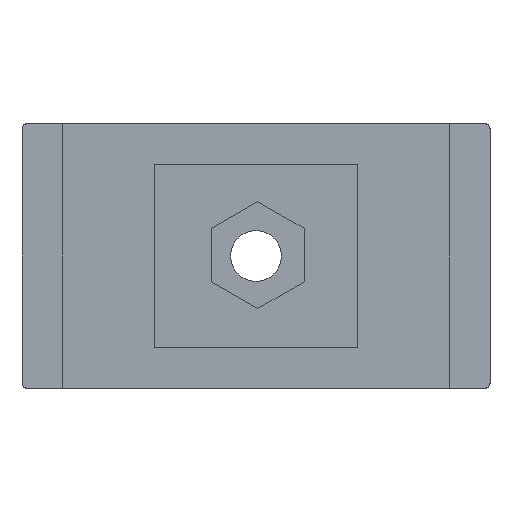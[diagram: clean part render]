
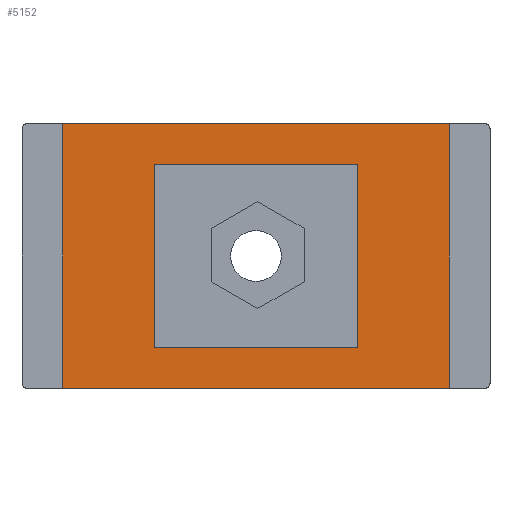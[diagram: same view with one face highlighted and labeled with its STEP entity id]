
A CAD part, front view. The second image highlights one B-rep face of the part: STEP entity #5152.
In plain terms, the highlighted planar face has unit normal (0, -1, 0).
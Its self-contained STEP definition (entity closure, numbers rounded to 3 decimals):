
#4894=CARTESIAN_POINT('Line Origine',(46.,10.,0.)) ;
#4898=CARTESIAN_POINT('Vertex',(64.,10.,0.)) ;
#4900=CARTESIAN_POINT('Vertex',(28.,10.,0.)) ;
#4904=CARTESIAN_POINT('Control Point',(84.,10.,0.)) ;
#4905=CARTESIAN_POINT('Control Point',(64.,10.,0.)) ;
#4906=CARTESIAN_POINT('Vertex',(84.,10.,0.)) ;
#4916=CARTESIAN_POINT('Vertex',(8.,10.,0.)) ;
#4920=CARTESIAN_POINT('Control Point',(28.,10.,0.)) ;
#4921=CARTESIAN_POINT('Control Point',(8.,10.,0.)) ;
#4961=CARTESIAN_POINT('Line Origine',(46.,10.,-52.)) ;
#4965=CARTESIAN_POINT('Vertex',(64.,10.,-52.)) ;
#4967=CARTESIAN_POINT('Vertex',(28.,10.,-52.)) ;
#4971=CARTESIAN_POINT('Control Point',(8.,10.,-52.)) ;
#4972=CARTESIAN_POINT('Control Point',(28.,10.,-52.)) ;
#4973=CARTESIAN_POINT('Vertex',(8.,10.,-52.)) ;
#4983=CARTESIAN_POINT('Vertex',(84.,10.,-52.)) ;
#4987=CARTESIAN_POINT('Control Point',(64.,10.,-52.)) ;
#4988=CARTESIAN_POINT('Control Point',(84.,10.,-52.)) ;
#5028=CARTESIAN_POINT('Axis2P3D Location',(46.,10.,-26.)) ;
#5032=CARTESIAN_POINT('Vertex',(46.,10.,-21.)) ;
#5034=CARTESIAN_POINT('Vertex',(46.,10.,-31.)) ;
#5072=CARTESIAN_POINT('Axis2P3D Location',(46.,10.,-26.)) ;
#5104=CARTESIAN_POINT('Line Origine',(84.,10.,-26.)) ;
#5121=CARTESIAN_POINT('Line Origine',(8.,10.,-26.)) ;
#5133=CARTESIAN_POINT('Axis2P3D Location',(84.,10.,-52.)) ;
#4895=DIRECTION('Vector Direction',(1.,0.,0.)) ;
#4962=DIRECTION('Vector Direction',(-1.,0.,0.)) ;
#5029=DIRECTION('Axis2P3D Direction',(0.,1.,-0.)) ;
#5073=DIRECTION('Axis2P3D Direction',(0.,1.,-0.)) ;
#5105=DIRECTION('Vector Direction',(0.,0.,-1.)) ;
#5122=DIRECTION('Vector Direction',(0.,0.,-1.)) ;
#5134=DIRECTION('Axis2P3D Direction',(0.,1.,0.)) ;
#5135=DIRECTION('Axis2P3D XDirection',(-1.,0.,0.)) ;
#5030=AXIS2_PLACEMENT_3D('Circle Axis2P3D',#5028,#5029,$) ;
#5074=AXIS2_PLACEMENT_3D('Circle Axis2P3D',#5072,#5073,$) ;
#5136=AXIS2_PLACEMENT_3D('Plane Axis2P3D',#5133,#5134,#5135) ;
#5139=ORIENTED_EDGE('',*,*,#4969,.F.) ;
#5140=ORIENTED_EDGE('',*,*,#4989,.T.) ;
#5141=ORIENTED_EDGE('',*,*,#5108,.F.) ;
#5142=ORIENTED_EDGE('',*,*,#4908,.T.) ;
#5143=ORIENTED_EDGE('',*,*,#4902,.T.) ;
#5144=ORIENTED_EDGE('',*,*,#4922,.T.) ;
#5145=ORIENTED_EDGE('',*,*,#5125,.T.) ;
#5146=ORIENTED_EDGE('',*,*,#4975,.T.) ;
#5149=ORIENTED_EDGE('',*,*,#5076,.T.) ;
#5150=ORIENTED_EDGE('',*,*,#5036,.T.) ;
#5151=FACE_BOUND('',#5148,.T.) ;
#4896=VECTOR('Line Direction',#4895,1.) ;
#4963=VECTOR('Line Direction',#4962,1.) ;
#5106=VECTOR('Line Direction',#5105,1.) ;
#5123=VECTOR('Line Direction',#5122,1.) ;
#5152=ADVANCED_FACE('PartBody',(#5147,#5151),#5137,.F.) ;
#4903=B_SPLINE_CURVE_WITH_KNOTS('',1,(#4904,#4905),.UNSPECIFIED.,.F.,.U.,(2,2),(0.,20.),.UNSPECIFIED.) ;
#4919=B_SPLINE_CURVE_WITH_KNOTS('',1,(#4920,#4921),.UNSPECIFIED.,.F.,.U.,(2,2),(0.,20.),.UNSPECIFIED.) ;
#4970=B_SPLINE_CURVE_WITH_KNOTS('',1,(#4971,#4972),.UNSPECIFIED.,.F.,.U.,(2,2),(0.,20.),.UNSPECIFIED.) ;
#4986=B_SPLINE_CURVE_WITH_KNOTS('',1,(#4987,#4988),.UNSPECIFIED.,.F.,.U.,(2,2),(0.,20.),.UNSPECIFIED.) ;
#5031=CIRCLE('generated circle',#5030,5.) ;
#5075=CIRCLE('generated circle',#5074,5.) ;
#4902=EDGE_CURVE('',#4899,#4901,#4897,.F.) ;
#4908=EDGE_CURVE('',#4907,#4899,#4903,.T.) ;
#4922=EDGE_CURVE('',#4901,#4917,#4919,.T.) ;
#4969=EDGE_CURVE('',#4966,#4968,#4964,.T.) ;
#4975=EDGE_CURVE('',#4974,#4968,#4970,.T.) ;
#4989=EDGE_CURVE('',#4966,#4984,#4986,.T.) ;
#5036=EDGE_CURVE('',#5033,#5035,#5031,.T.) ;
#5076=EDGE_CURVE('',#5035,#5033,#5075,.T.) ;
#5108=EDGE_CURVE('',#4907,#4984,#5107,.T.) ;
#5125=EDGE_CURVE('',#4917,#4974,#5124,.T.) ;
#5138=EDGE_LOOP('',(#5139,#5140,#5141,#5142,#5143,#5144,#5145,#5146)) ;
#5148=EDGE_LOOP('',(#5149,#5150)) ;
#5147=FACE_OUTER_BOUND('',#5138,.T.) ;
#4897=LINE('Line',#4894,#4896) ;
#4964=LINE('Line',#4961,#4963) ;
#5107=LINE('Line',#5104,#5106) ;
#5124=LINE('Line',#5121,#5123) ;
#5137=PLANE('',#5136) ;
#4899=VERTEX_POINT('',#4898) ;
#4901=VERTEX_POINT('',#4900) ;
#4907=VERTEX_POINT('',#4906) ;
#4917=VERTEX_POINT('',#4916) ;
#4966=VERTEX_POINT('',#4965) ;
#4968=VERTEX_POINT('',#4967) ;
#4974=VERTEX_POINT('',#4973) ;
#4984=VERTEX_POINT('',#4983) ;
#5033=VERTEX_POINT('',#5032) ;
#5035=VERTEX_POINT('',#5034) ;
